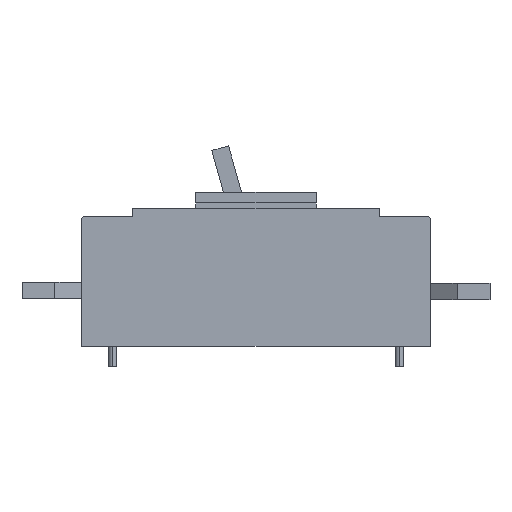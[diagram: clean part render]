
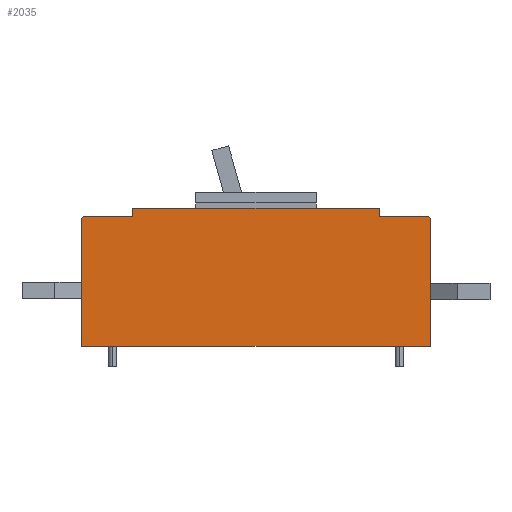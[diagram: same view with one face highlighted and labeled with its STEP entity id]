
A CAD part, left-side view. The second image highlights one B-rep face of the part: STEP entity #2035.
In plain terms, the highlighted planar face has unit normal (-1, 0, 0).
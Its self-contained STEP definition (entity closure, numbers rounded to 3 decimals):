
#136 = VERTEX_POINT ( 'NONE', #11452 ) ;
#380 = CIRCLE ( 'NONE', #4440, 2. ) ;
#407 = VECTOR ( 'NONE', #977, 1000. ) ;
#511 = VERTEX_POINT ( 'NONE', #4200 ) ;
#604 = VECTOR ( 'NONE', #4724, 1000. ) ;
#683 = VERTEX_POINT ( 'NONE', #8449 ) ;
#776 = CARTESIAN_POINT ( 'NONE',  ( -70., -128., 97. ) ) ;
#977 = DIRECTION ( 'NONE',  ( 0., 0., 1. ) ) ;
#1467 = VECTOR ( 'NONE', #2956, 1000. ) ;
#1569 = CARTESIAN_POINT ( 'NONE',  ( -70., 130., 103. ) ) ;
#1600 = CARTESIAN_POINT ( 'NONE',  ( -70., 128., 95. ) ) ;
#1878 = VERTEX_POINT ( 'NONE', #10919 ) ;
#1916 = CARTESIAN_POINT ( 'NONE',  ( -70., -128., 95. ) ) ;
#1969 = LINE ( 'NONE', #1569, #5903 ) ;
#2030 = DIRECTION ( 'NONE',  ( 0., 0., -1. ) ) ;
#2035 = ADVANCED_FACE ( 'NONE', ( #12230 ), #7790, .F. ) ;
#2172 = CARTESIAN_POINT ( 'NONE',  ( -70., -92., 97. ) ) ;
#2322 = DIRECTION ( 'NONE',  ( 0., -1., 0. ) ) ;
#2359 = CARTESIAN_POINT ( 'NONE',  ( -70., 130., 103. ) ) ;
#2384 = VERTEX_POINT ( 'NONE', #11711 ) ;
#2571 = DIRECTION ( 'NONE',  ( 0., 1., 0. ) ) ;
#2956 = DIRECTION ( 'NONE',  ( 0., -1., 0. ) ) ;
#2975 = VECTOR ( 'NONE', #2322, 1000. ) ;
#2985 = LINE ( 'NONE', #9627, #7775 ) ;
#3193 = EDGE_CURVE ( 'NONE', #136, #1878, #10539, .T. ) ;
#3291 = LINE ( 'NONE', #11544, #407 ) ;
#3297 = EDGE_CURVE ( 'NONE', #5749, #136, #1969, .T. ) ;
#3399 = CARTESIAN_POINT ( 'NONE',  ( -70., 130., 97. ) ) ;
#3427 = AXIS2_PLACEMENT_3D ( 'NONE', #8534, #11993, #3433 ) ;
#3433 = DIRECTION ( 'NONE',  ( 0., 1., 0. ) ) ;
#3738 = LINE ( 'NONE', #9878, #6000 ) ;
#3757 = CARTESIAN_POINT ( 'NONE',  ( -70., -130., 97. ) ) ;
#3771 = CIRCLE ( 'NONE', #4489, 2. ) ;
#4054 = ORIENTED_EDGE ( 'NONE', *, *, #7635, .T. ) ;
#4112 = ORIENTED_EDGE ( 'NONE', *, *, #9556, .T. ) ;
#4200 = CARTESIAN_POINT ( 'NONE',  ( -70., 128., 97. ) ) ;
#4322 = VERTEX_POINT ( 'NONE', #2172 ) ;
#4329 = CARTESIAN_POINT ( 'NONE',  ( -70., 130., 0. ) ) ;
#4440 = AXIS2_PLACEMENT_3D ( 'NONE', #1916, #4798, #5330 ) ;
#4489 = AXIS2_PLACEMENT_3D ( 'NONE', #1600, #8304, #2571 ) ;
#4501 = EDGE_CURVE ( 'NONE', #5057, #4886, #3738, .T. ) ;
#4690 = DIRECTION ( 'NONE',  ( 0., -1., 0. ) ) ;
#4724 = DIRECTION ( 'NONE',  ( 0., -1., 0. ) ) ;
#4798 = DIRECTION ( 'NONE',  ( -1., 0., 0. ) ) ;
#4852 = EDGE_CURVE ( 'NONE', #511, #5057, #6591, .T. ) ;
#4886 = VERTEX_POINT ( 'NONE', #7572 ) ;
#5057 = VERTEX_POINT ( 'NONE', #5576 ) ;
#5161 = EDGE_CURVE ( 'NONE', #4886, #683, #10335, .T. ) ;
#5173 = EDGE_CURVE ( 'NONE', #2384, #8793, #380, .T. ) ;
#5330 = DIRECTION ( 'NONE',  ( 0., 1., 0. ) ) ;
#5404 = EDGE_LOOP ( 'NONE', ( #9093, #9824, #10002, #4112, #8710, #9515, #10834, #4054, #7991, #7700 ) ) ;
#5576 = CARTESIAN_POINT ( 'NONE',  ( -70., 92., 97. ) ) ;
#5749 = VERTEX_POINT ( 'NONE', #10788 ) ;
#5903 = VECTOR ( 'NONE', #11069, 1000. ) ;
#6000 = VECTOR ( 'NONE', #7012, 1000. ) ;
#6591 = LINE ( 'NONE', #3399, #1467 ) ;
#7012 = DIRECTION ( 'NONE',  ( 0., 0., 1. ) ) ;
#7572 = CARTESIAN_POINT ( 'NONE',  ( -70., 92., 103. ) ) ;
#7635 = EDGE_CURVE ( 'NONE', #511, #5749, #3771, .T. ) ;
#7700 = ORIENTED_EDGE ( 'NONE', *, *, #3193, .T. ) ;
#7775 = VECTOR ( 'NONE', #2030, 1000. ) ;
#7790 = PLANE ( 'NONE',  #3427 ) ;
#7991 = ORIENTED_EDGE ( 'NONE', *, *, #3297, .T. ) ;
#8167 = VECTOR ( 'NONE', #4690, 1000. ) ;
#8304 = DIRECTION ( 'NONE',  ( -1., 0., 0. ) ) ;
#8449 = CARTESIAN_POINT ( 'NONE',  ( -70., -92., 103. ) ) ;
#8534 = CARTESIAN_POINT ( 'NONE',  ( -70., 130., 103. ) ) ;
#8710 = ORIENTED_EDGE ( 'NONE', *, *, #5161, .F. ) ;
#8793 = VERTEX_POINT ( 'NONE', #776 ) ;
#9093 = ORIENTED_EDGE ( 'NONE', *, *, #10111, .F. ) ;
#9515 = ORIENTED_EDGE ( 'NONE', *, *, #4501, .F. ) ;
#9556 = EDGE_CURVE ( 'NONE', #4322, #683, #3291, .T. ) ;
#9627 = CARTESIAN_POINT ( 'NONE',  ( -70., -130., 103. ) ) ;
#9824 = ORIENTED_EDGE ( 'NONE', *, *, #5173, .T. ) ;
#9878 = CARTESIAN_POINT ( 'NONE',  ( -70., 92., 97. ) ) ;
#10002 = ORIENTED_EDGE ( 'NONE', *, *, #12387, .F. ) ;
#10111 = EDGE_CURVE ( 'NONE', #2384, #1878, #2985, .T. ) ;
#10335 = LINE ( 'NONE', #2359, #2975 ) ;
#10539 = LINE ( 'NONE', #4329, #604 ) ;
#10788 = CARTESIAN_POINT ( 'NONE',  ( -70., 130., 95. ) ) ;
#10834 = ORIENTED_EDGE ( 'NONE', *, *, #4852, .F. ) ;
#10919 = CARTESIAN_POINT ( 'NONE',  ( -70., -130., 0. ) ) ;
#11031 = LINE ( 'NONE', #3757, #8167 ) ;
#11069 = DIRECTION ( 'NONE',  ( 0., 0., -1. ) ) ;
#11452 = CARTESIAN_POINT ( 'NONE',  ( -70., 130., 0. ) ) ;
#11544 = CARTESIAN_POINT ( 'NONE',  ( -70., -92., 97. ) ) ;
#11711 = CARTESIAN_POINT ( 'NONE',  ( -70., -130., 95. ) ) ;
#11993 = DIRECTION ( 'NONE',  ( 1., 0., 0. ) ) ;
#12230 = FACE_OUTER_BOUND ( 'NONE', #5404, .T. ) ;
#12387 = EDGE_CURVE ( 'NONE', #4322, #8793, #11031, .T. ) ;
